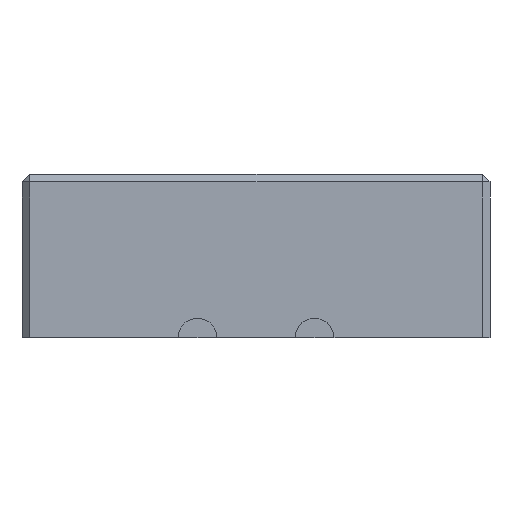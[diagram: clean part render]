
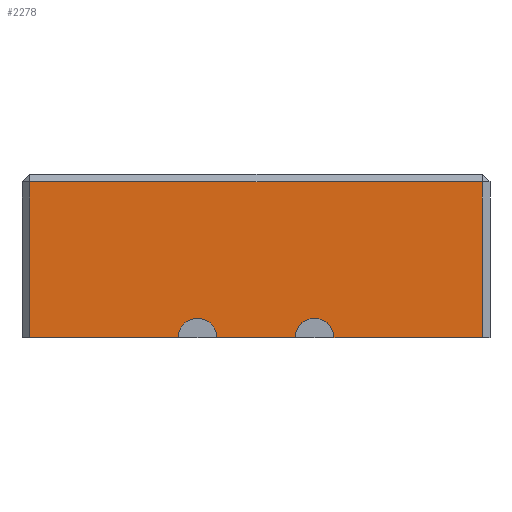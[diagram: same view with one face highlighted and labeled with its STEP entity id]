
A CAD part, front view. The second image highlights one B-rep face of the part: STEP entity #2278.
In plain terms, the highlighted planar face has unit normal (0, -1, 0).
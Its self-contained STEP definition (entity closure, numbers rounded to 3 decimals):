
#919=CARTESIAN_POINT('',(-20.,-30.0,1.));
#920=VERTEX_POINT('',#919);
#929=CARTESIAN_POINT('',(-25.,-30.0,1.));
#930=VERTEX_POINT('',#929);
#931=CARTESIAN_POINT('',(-22.5,-30.0,1.));
#932=DIRECTION('',(0.0,1.0,0.0));
#933=DIRECTION('',(1.0,0.0,0.0));
#934=AXIS2_PLACEMENT_3D('',#931,#932,#933);
#935=CIRCLE('',#934,2.5);
#936=EDGE_CURVE('',#930,#920,#935,.T.);
#961=CARTESIAN_POINT('',(-35.,-30.0,1.));
#962=VERTEX_POINT('',#961);
#971=CARTESIAN_POINT('',(-40.,-30.0,1.));
#972=VERTEX_POINT('',#971);
#973=CARTESIAN_POINT('',(-37.5,-30.,1.));
#974=DIRECTION('',(0.0,1.0,0.0));
#975=DIRECTION('',(1.0,0.0,0.0));
#976=AXIS2_PLACEMENT_3D('',#973,#974,#975);
#977=CIRCLE('',#976,2.5);
#978=EDGE_CURVE('',#972,#962,#977,.T.);
#1489=CARTESIAN_POINT('',(-1.,-30.0,1.));
#1490=VERTEX_POINT('',#1489);
#1497=CARTESIAN_POINT('',(-20.,-30.0,1.));
#1498=DIRECTION('',(1.0,0.0,0.0));
#1499=VECTOR('',#1498,19.);
#1500=LINE('',#1497,#1499);
#1501=EDGE_CURVE('',#920,#1490,#1500,.T.);
#1538=CARTESIAN_POINT('',(-35.,-30.0,1.));
#1539=DIRECTION('',(1.0,0.0,0.0));
#1540=VECTOR('',#1539,10.);
#1541=LINE('',#1538,#1540);
#1542=EDGE_CURVE('',#962,#930,#1541,.T.);
#1579=CARTESIAN_POINT('',(-59.,-30.,1.));
#1580=VERTEX_POINT('',#1579);
#1581=CARTESIAN_POINT('',(-59.,-30.0,1.));
#1582=DIRECTION('',(1.0,0.0,0.0));
#1583=VECTOR('',#1582,19.);
#1584=LINE('',#1581,#1583);
#1585=EDGE_CURVE('',#1580,#972,#1584,.T.);
#2244=CARTESIAN_POINT('',(-60.0,-30.0,22.0));
#2245=DIRECTION('',(0.0,-1.0,0.0));
#2246=DIRECTION('',(0.0,0.0,-1.0));
#2247=AXIS2_PLACEMENT_3D('',#2244,#2245,#2246);
#2248=PLANE('',#2247);
#2249=ORIENTED_EDGE('',*,*,#1501,.T.);
#2250=CARTESIAN_POINT('',(-1.,-30.0,21.));
#2251=VERTEX_POINT('',#2250);
#2252=CARTESIAN_POINT('',(-1.,-30.0,1.));
#2253=DIRECTION('',(0.0,0.0,1.0));
#2254=VECTOR('',#2253,20.);
#2255=LINE('',#2252,#2254);
#2256=EDGE_CURVE('',#1490,#2251,#2255,.T.);
#2257=ORIENTED_EDGE('',*,*,#2256,.T.);
#2258=CARTESIAN_POINT('',(-59.,-30.0,21.));
#2259=VERTEX_POINT('',#2258);
#2260=CARTESIAN_POINT('',(-1.,-30.0,21.));
#2261=DIRECTION('',(-1.0,0.0,0.0));
#2262=VECTOR('',#2261,58.);
#2263=LINE('',#2260,#2262);
#2264=EDGE_CURVE('',#2251,#2259,#2263,.T.);
#2265=ORIENTED_EDGE('',*,*,#2264,.T.);
#2266=CARTESIAN_POINT('',(-59.,-30.0,21.));
#2267=DIRECTION('',(0.0,0.0,-1.0));
#2268=VECTOR('',#2267,20.);
#2269=LINE('',#2266,#2268);
#2270=EDGE_CURVE('',#2259,#1580,#2269,.T.);
#2271=ORIENTED_EDGE('',*,*,#2270,.T.);
#2272=ORIENTED_EDGE('',*,*,#1585,.T.);
#2273=ORIENTED_EDGE('',*,*,#978,.T.);
#2274=ORIENTED_EDGE('',*,*,#1542,.T.);
#2275=ORIENTED_EDGE('',*,*,#936,.T.);
#2276=EDGE_LOOP('',(#2249,#2257,#2265,#2271,#2272,#2273,#2274,#2275));
#2277=FACE_OUTER_BOUND('',#2276,.T.);
#2278=ADVANCED_FACE('',(#2277),#2248,.T.);
